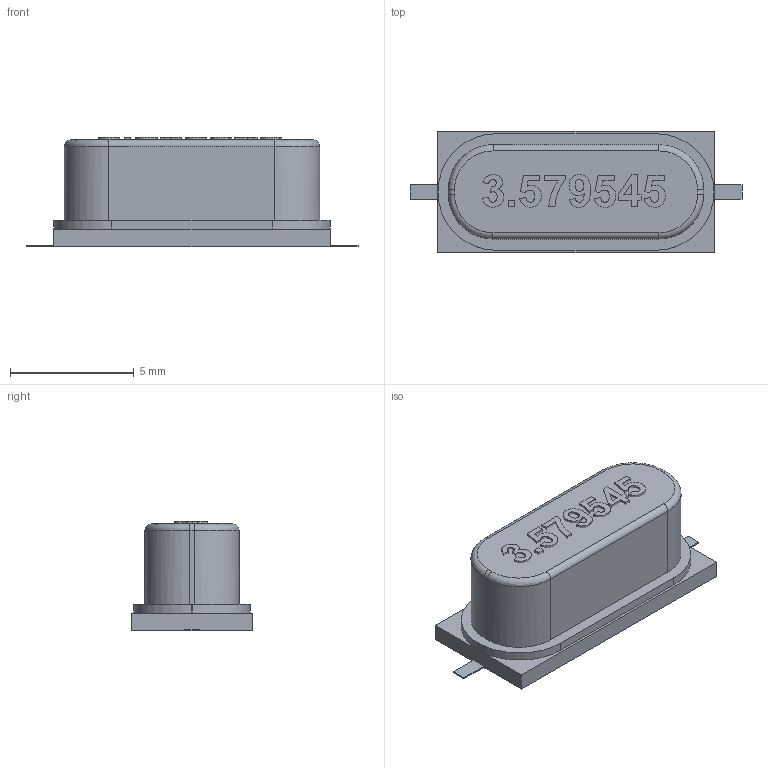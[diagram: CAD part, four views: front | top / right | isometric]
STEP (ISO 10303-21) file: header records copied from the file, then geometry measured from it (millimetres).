
FILE_DESCRIPTION (( 'STEP AP214' ), '1' );
FILE_NAME ('User Library-HC49S-SMD.STEP', '2014-06-12T16:59:45', ( 'Windows User' ), ( '' ), 'SwSTEP 2.0', 'SolidWorks 2014', '' );
FILE_SCHEMA (( 'AUTOMOTIVE_DESIGN' ));
Length unit declared in the file: millimetre
Products named in the file (1): User Library-HC49S-SMD
Bounding box: 13.4 x 4.9 x 4.4 mm (x, y, z)
Volume: 173.7 mm3; surface area: 410.8 mm2
Topology: 13 solids, 13 shells, 130 faces, 304 edges, 200 vertices
Faces by surface type: plane 94, bspline 24, cylinder 12
Entity records: 5968 total; most frequent: CARTESIAN_POINT 1559, ORIENTED_EDGE 608, DIRECTION 486, EDGE_CURVE 304, LINE 232, VECTOR 232, VERTEX_POINT 200, UNCERTAINTY_MEASURE_WITH_UNIT 145
